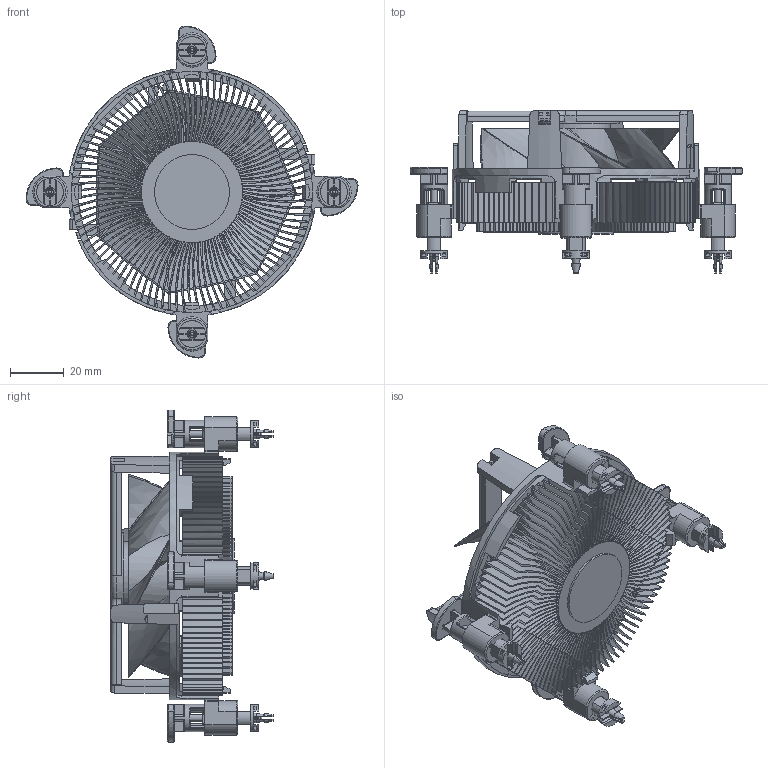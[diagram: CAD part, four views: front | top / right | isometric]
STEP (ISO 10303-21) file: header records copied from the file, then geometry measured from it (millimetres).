
FILE_DESCRIPTION(/* description */ (''),/* implementation_level */ '2;1');
FILE_NAME(/* name */ 'Intel Stock LGA 1155 Cooler Assembly.stp',/* time_stamp */ '2015-01-27T06:21:43-04:00',/* author */ ('Jason'),/* organization */ (''),/* preprocessor_version */ 'ST-DEVELOPER v15.6',/* originating_system */ 'Autodesk Inventor 2015',/* authorisation */ '');
FILE_SCHEMA (('CONFIG_CONTROL_DESIGN'));
Length unit declared in the file: inch
Products named in the file (6): Heatsink; Fan Mount; Push Clip; Pin; Push Pin Assembly; Intel Stock LGA 1155 Cooler Assembly
Assembly tree (8 placements, depth 3):
  Intel Stock LGA 1155 Cooler Assembly
    Heatsink
    Fan Mount
    Push Pin Assembly  x4
      Push Clip
      Pin
Bounding box: 123.93 x 60.5 x 123.93 mm (x, y, z)
Volume: 77067.3 mm3; surface area: 135693.2 mm2
Topology: 12 solids, 12 shells, 2216 faces, 6121 edges, 3935 vertices
Faces by surface type: plane 971, cylinder 884, bspline 129, torus 127, cone 69, sphere 36
Full cylindrical faces by diameter (mm): 2.438 x4, 2.54 x4, 10.008 x4, 10.16 x4, 10.668 x4, 22.86 x1, 25.4 x1, 27.94 x2, 32.258 x1, 84.887 x1
Entity records: 45844 total; most frequent: CARTESIAN_POINT 11186, DIRECTION 7488, ORIENTED_EDGE 7358, EDGE_CURVE 3679, AXIS2_PLACEMENT_3D 2824, VERTEX_POINT 2417, LINE 1840, VECTOR 1840
